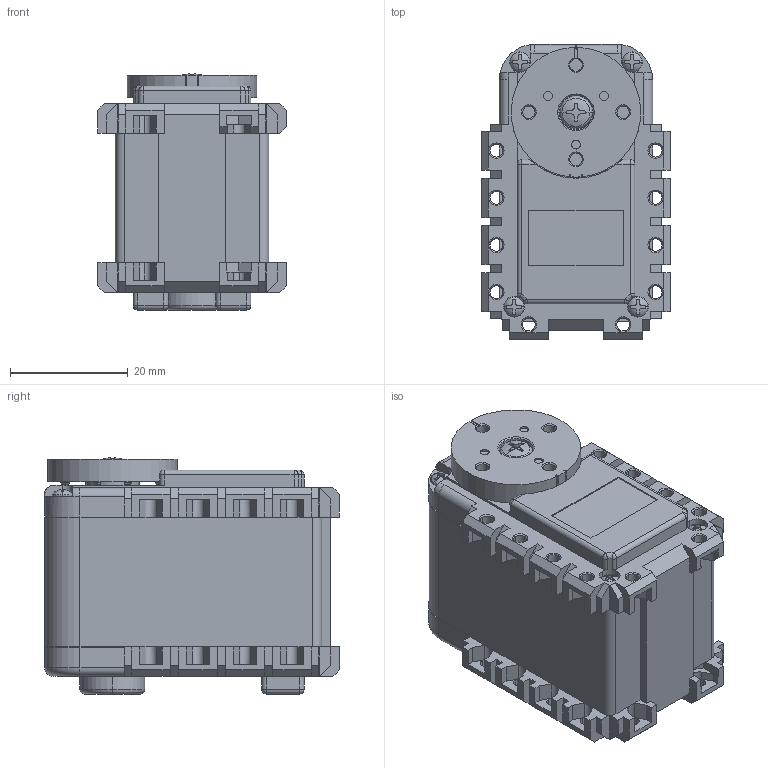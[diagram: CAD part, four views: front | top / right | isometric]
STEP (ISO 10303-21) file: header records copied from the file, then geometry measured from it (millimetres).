
FILE_DESCRIPTION((''),'2;1');
FILE_NAME('AX12A_DUMMY_ASM','2011-01-25T',('yunever'),(''),'PRO/ENGINEER BY PARAMETRIC TECHNOLOGY CORPORATION, 2009060','PRO/ENGINEER BY PARAMETRIC TECHNOLOGY CORPORATION, 2009060','');
FILE_SCHEMA(('CONFIG_CONTROL_DESIGN'));
Length unit declared in the file: millimetre
Products named in the file (8): ASSY_DUMMY___; ASSY_GEAR-WHEEL___DUMMY; DX124_SCREW-COVER___; 099990987____; DC04_B01_INSERT_M3; DC04_B01_HORN2_DUMMY; BHS_M2_6X8; AX12A_DUMMY_ASM
Assembly tree (11 placements, depth 2):
  AX12A_DUMMY_ASM
    ASSY_DUMMY___
    ASSY_GEAR-WHEEL___DUMMY
    DX124_SCREW-COVER___  x4
    099990987____  x2
    DC04_B01_INSERT_M3
    DC04_B01_HORN2_DUMMY
    BHS_M2_6X8
Bounding box: 32 x 50 x 40.05 mm (x, y, z)
Volume: 42792.5 mm3; surface area: 13888.3 mm2
Topology: 11 solids, 11 shells, 1339 faces, 3552 edges, 2275 vertices
Faces by surface type: plane 824, cylinder 323, cone 90, bspline 48, sphere 28, torus 26
Entity records: 37925 total; most frequent: CARTESIAN_POINT 8470, ORIENTED_EDGE 6194, DIRECTION 6028, EDGE_CURVE 3097, VECTOR 2216, LINE 2216, VERTEX_POINT 1983, AXIS2_PLACEMENT_3D 1906
